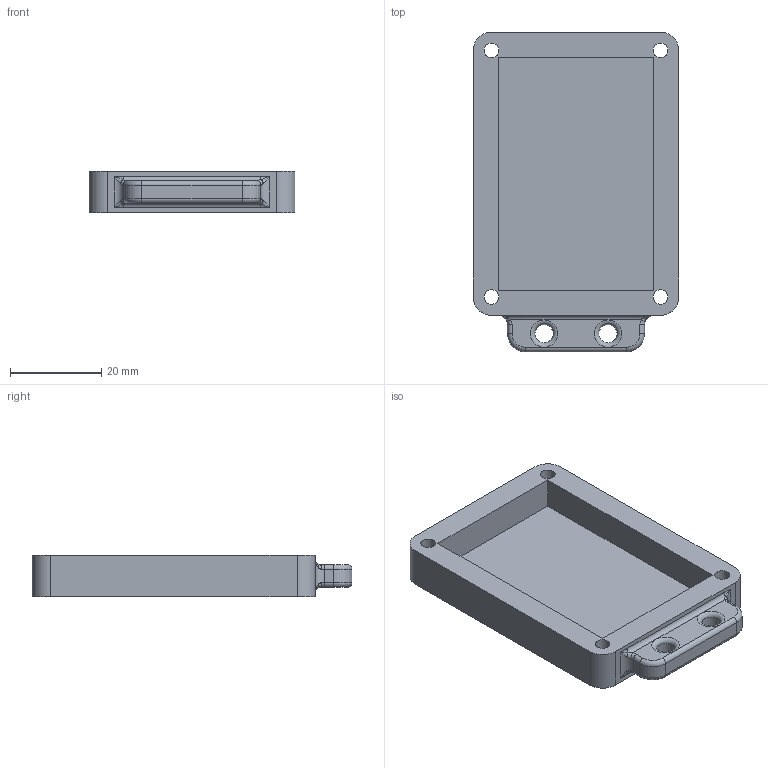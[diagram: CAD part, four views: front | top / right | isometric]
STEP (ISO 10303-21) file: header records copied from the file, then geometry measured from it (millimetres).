
FILE_DESCRIPTION(('FreeCAD Model'),'2;1');
FILE_NAME('Open CASCADE Shape Model','2024-06-02T10:17:46',(''),(''), 'Open CASCADE STEP processor 7.6','FreeCAD','Unknown');
FILE_SCHEMA(('AUTOMOTIVE_DESIGN { 1 0 10303 214 1 1 1 1 }'));
Length unit declared in the file: millimetre
Products named in the file (1): Körper003
Bounding box: 45 x 70 x 9 mm (x, y, z)
Volume: 13536.7 mm3; surface area: 9397.7 mm2
Topology: 1 solids, 1 shells, 66 faces, 178 edges, 104 vertices
Faces by surface type: cylinder 26, plane 16, torus 12, bspline 8, cone 4
Full cylindrical faces by diameter (mm): 3.2 x4, 4 x2
Entity records: 7595 total; most frequent: CARTESIAN_POINT 4428, DIRECTION 594, LINE 334, VECTOR 334, ORIENTED_EDGE 316, PCURVE 316, DEFINITIONAL_REPRESENTATION 316, EDGE_CURVE 158
